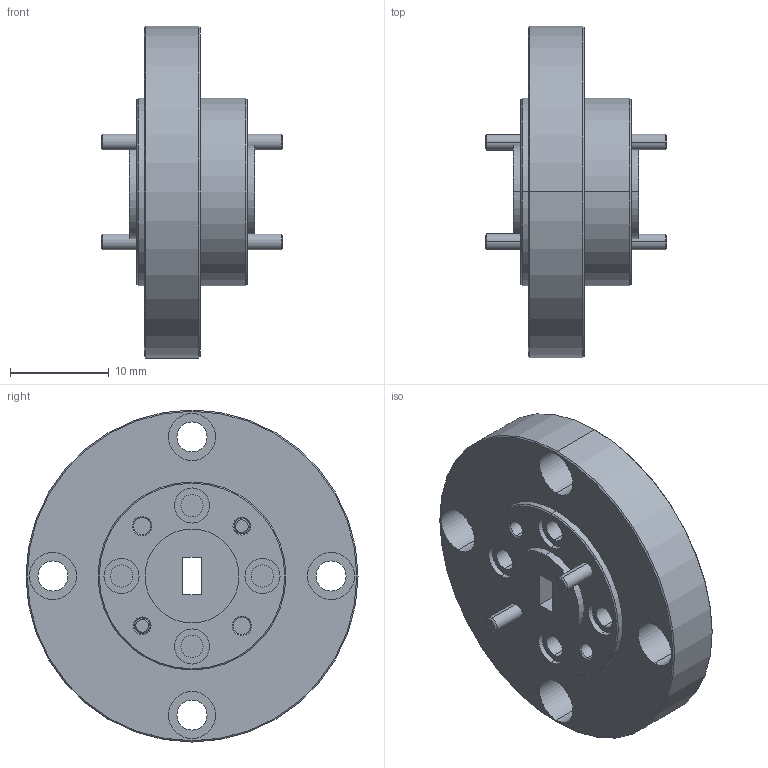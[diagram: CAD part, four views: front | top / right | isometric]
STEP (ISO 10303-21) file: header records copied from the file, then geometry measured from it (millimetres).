
FILE_DESCRIPTION (( 'STEP AP203' ), '1' );
FILE_NAME ('WW-VB.STEP', '2017-01-27T22:13:01', ( '' ), ( '' ), 'SwSTEP 2.0', 'SolidWorks 2013', '' );
FILE_SCHEMA (( 'CONFIG_CONTROL_DESIGN' ));
Length unit declared in the file: inch
Products named in the file (3): WW-VB; IMPORTED
Assembly tree (5 placements, depth 2):
  WW-VB
    IMPORTED
    IMPORTED  x4
Bounding box: 18.41 x 33.66 x 33.66 mm (x, y, z)
Volume: 5781.4 mm3; surface area: 3993.5 mm2
Topology: 5 solids, 5 shells, 171 faces, 354 edges, 226 vertices
Faces by surface type: cylinder 84, plane 47, cone 40
Entity records: 4403 total; most frequent: DIRECTION 804, CARTESIAN_POINT 657, ORIENTED_EDGE 612, AXIS2_PLACEMENT_3D 343, EDGE_CURVE 306, VERTEX_POINT 196, EDGE_LOOP 190, CIRCLE 188
